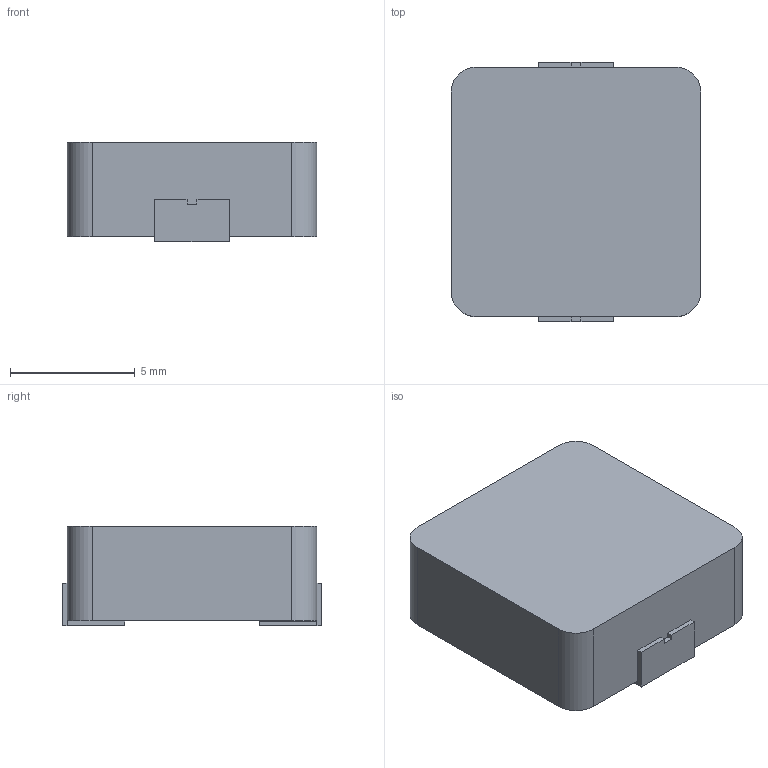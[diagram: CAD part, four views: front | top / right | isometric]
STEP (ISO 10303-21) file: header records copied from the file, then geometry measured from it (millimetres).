
FILE_DESCRIPTION (( 'STEP AP214' ), '1' );
FILE_NAME ('08E64009-F44F-4516-882E-A1E03C3DAF0B.STEP', '2024-07-27T19:29:25', ( '' ), ( '' ), 'SwSTEP 2.0', 'SolidWorks 2022', '' );
FILE_SCHEMA (( 'AUTOMOTIVE_DESIGN' ));
Length unit declared in the file: millimetre
Products named in the file (1): 08E64009-F44F-4516-882E-A1E03C3DAF0B
Bounding box: 10 x 10.4 x 4 mm (x, y, z)
Volume: 381.5 mm3; surface area: 399.5 mm2
Topology: 5 solids, 5 shells, 42 faces, 96 edges, 64 vertices
Faces by surface type: plane 38, cylinder 4
Entity records: 1238 total; most frequent: CARTESIAN_POINT 203, ORIENTED_EDGE 192, DIRECTION 190, EDGE_CURVE 96, LINE 88, VECTOR 88, VERTEX_POINT 64, AXIS2_PLACEMENT_3D 51
